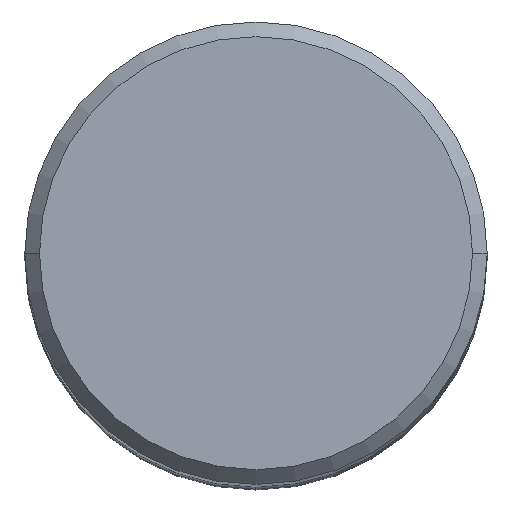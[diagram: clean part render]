
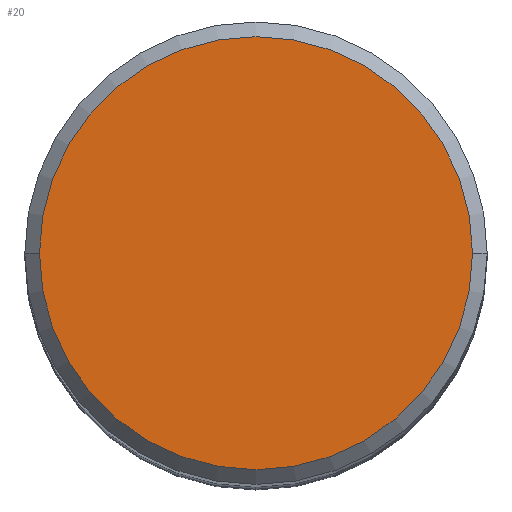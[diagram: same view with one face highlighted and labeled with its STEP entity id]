
A CAD part, top view. The second image highlights one B-rep face of the part: STEP entity #20.
In plain terms, the highlighted planar face has unit normal (0, 0, 1).
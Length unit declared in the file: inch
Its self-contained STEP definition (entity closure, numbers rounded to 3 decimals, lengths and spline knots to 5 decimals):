
#9 = VERTEX_POINT ( 'NONE', #154 ) ;
#20 = ADVANCED_FACE ( 'NONE', ( #243 ), #156, .F. ) ;
#27 = DIRECTION ( 'NONE',  ( 1., 0., 0. ) ) ;
#57 = CARTESIAN_POINT ( 'NONE',  ( 0., 0., 0. ) ) ;
#66 = DIRECTION ( 'NONE',  ( 1., 0., 0. ) ) ;
#68 = CIRCLE ( 'NONE', #394, 0.29495 ) ;
#79 = EDGE_LOOP ( 'NONE', ( #343, #379 ) ) ;
#154 = CARTESIAN_POINT ( 'NONE',  ( -0.29495, 0., 0. ) ) ;
#156 = PLANE ( 'NONE',  #474 ) ;
#157 = CARTESIAN_POINT ( 'NONE',  ( 0., 0., 0. ) ) ;
#196 = CARTESIAN_POINT ( 'NONE',  ( 0., 0.29495, 0. ) ) ;
#243 = FACE_OUTER_BOUND ( 'NONE', #79, .T. ) ;
#287 = EDGE_CURVE ( 'NONE', #9, #415, #68, .T. ) ;
#295 = DIRECTION ( 'NONE',  ( 0., 0., 1. ) ) ;
#318 = DIRECTION ( 'NONE',  ( 0., 0., 1. ) ) ;
#332 = CARTESIAN_POINT ( 'NONE',  ( 0.29495, 0., 0. ) ) ;
#335 = EDGE_CURVE ( 'NONE', #415, #9, #504, .T. ) ;
#342 = AXIS2_PLACEMENT_3D ( 'NONE', #157, #295, #66 ) ;
#343 = ORIENTED_EDGE ( 'NONE', *, *, #287, .T. ) ;
#379 = ORIENTED_EDGE ( 'NONE', *, *, #335, .T. ) ;
#394 = AXIS2_PLACEMENT_3D ( 'NONE', #57, #318, #27 ) ;
#415 = VERTEX_POINT ( 'NONE', #332 ) ;
#454 = DIRECTION ( 'NONE',  ( 0., 0., -1. ) ) ;
#474 = AXIS2_PLACEMENT_3D ( 'NONE', #196, #454, #491 ) ;
#491 = DIRECTION ( 'NONE',  ( -1., 0., 0. ) ) ;
#504 = CIRCLE ( 'NONE', #342, 0.29495 ) ;
